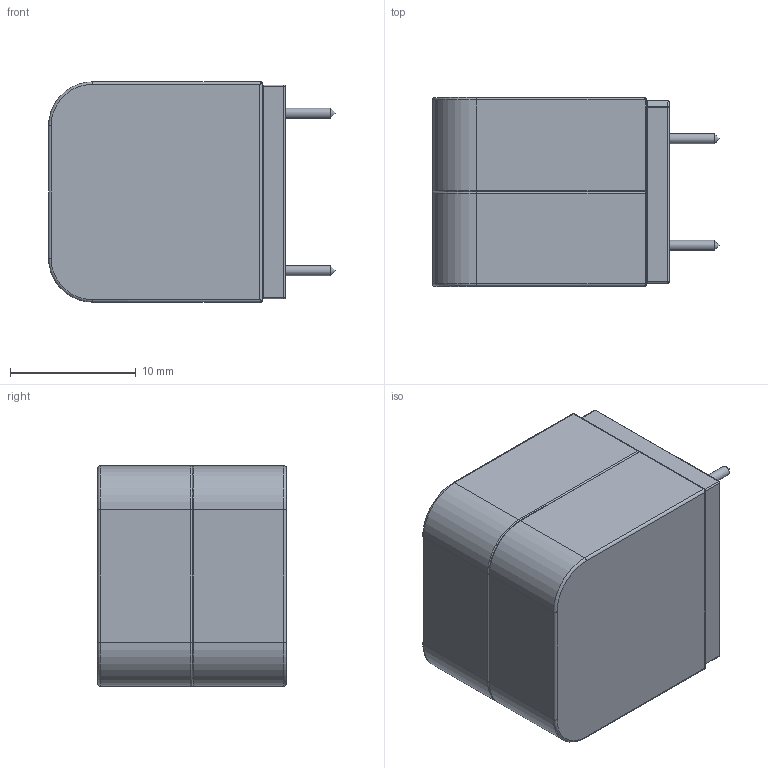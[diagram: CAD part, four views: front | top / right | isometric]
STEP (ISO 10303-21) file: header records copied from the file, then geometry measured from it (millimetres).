
FILE_DESCRIPTION(/* description */ (''),/* implementation_level */ '2;1');
FILE_NAME(/* name */ '1D17A_Assembly.stp',/* time_stamp */ '2018-03-12T14:09:42+08:00',/* author */ ('User'),/* organization */ (''),/* preprocessor_version */ 'ST-DEVELOPER v15.6',/* originating_system */ 'Autodesk Inventor 2015',/* authorisation */ '');
FILE_SCHEMA (('AUTOMOTIVE_DESIGN { 1 0 10303 214 3 1 1 }'));
Products named in the file (4): 1D17A_base; 1D17A_core; 1D17A_core_p; 1D17A_Assembly
Bounding box: 22.8 x 15.01 x 17.5 mm (x, y, z)
Volume: 3795 mm3; surface area: 3546.9 mm2
Topology: 3 solids, 3 shells, 305 faces, 763 edges, 482 vertices
Faces by surface type: plane 208, cylinder 53, bspline 20, sphere 14, torus 8, cone 2
Full cylindrical faces by diameter (mm): 0.8 x2, 1 x2, 9.4 x2
Entity records: 9114 total; most frequent: CARTESIAN_POINT 1828, ORIENTED_EDGE 1498, DIRECTION 1414, EDGE_CURVE 749, LINE 602, VECTOR 602, VERTEX_POINT 480, AXIS2_PLACEMENT_3D 406
